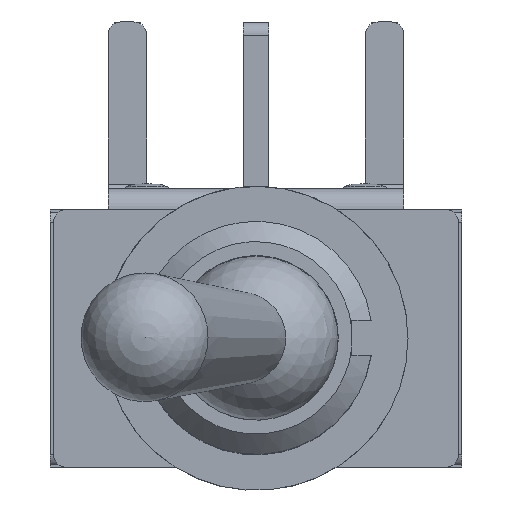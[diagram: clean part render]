
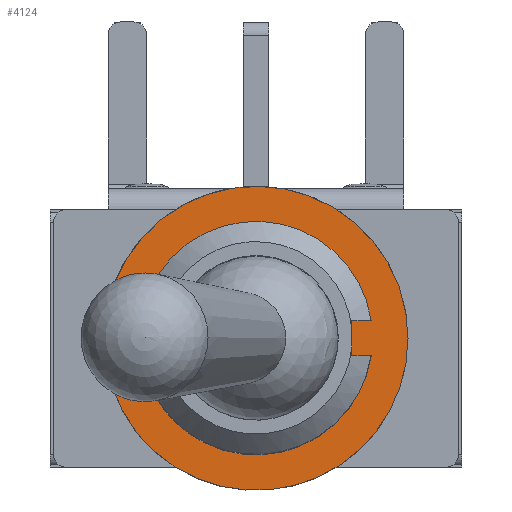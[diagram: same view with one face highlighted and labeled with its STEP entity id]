
A CAD part, top view. The second image highlights one B-rep face of the part: STEP entity #4124.
In plain terms, the highlighted planar face has unit normal (0, 0, 1).
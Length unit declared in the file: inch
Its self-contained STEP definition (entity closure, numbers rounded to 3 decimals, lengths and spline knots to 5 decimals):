
#4011=CARTESIAN_POINT('',(0.07454,-0.01378,0.3248));
#4012=VERTEX_POINT('',#4011);
#4019=CARTESIAN_POINT('',(0.07454,0.01378,0.3248));
#4020=VERTEX_POINT('',#4019);
#4021=CARTESIAN_POINT('',(0.07454,0.01378,0.3248));
#4022=DIRECTION('',(0.0,-1.0,0.0));
#4023=VECTOR('',#4022,0.02756);
#4024=LINE('',#4021,#4023);
#4025=EDGE_CURVE('',#4020,#4012,#4024,.T.);
#4043=CARTESIAN_POINT('',(0.0895,0.01378,0.3248));
#4044=VERTEX_POINT('',#4043);
#4045=CARTESIAN_POINT('',(0.0895,0.01378,0.3248));
#4046=DIRECTION('',(-1.0,0.0,0.0));
#4047=VECTOR('',#4046,0.01496);
#4048=LINE('',#4045,#4047);
#4049=EDGE_CURVE('',#4044,#4020,#4048,.T.);
#4066=CARTESIAN_POINT('',(0.0895,-0.01378,0.3248));
#4067=VERTEX_POINT('',#4066);
#4074=CARTESIAN_POINT('',(0.07454,-0.01378,0.3248));
#4075=DIRECTION('',(1.0,0.0,0.0));
#4076=VECTOR('',#4075,0.01496);
#4077=LINE('',#4074,#4076);
#4078=EDGE_CURVE('',#4012,#4067,#4077,.T.);
#4091=CARTESIAN_POINT('',(0.,0.,0.3248));
#4092=DIRECTION('',(0.0,0.0,-1.0));
#4093=DIRECTION('',(-0.988,-0.152,0.0));
#4094=AXIS2_PLACEMENT_3D('',#4091,#4092,#4093);
#4095=CIRCLE('',#4094,0.09055);
#4096=EDGE_CURVE('',#4067,#4044,#4095,.T.);
#4102=CARTESIAN_POINT('',(0.12992,-0.12992,0.3248));
#4103=DIRECTION('',(0.0,0.0,-1.0));
#4104=DIRECTION('',(-1.0,0.0,0.0));
#4105=AXIS2_PLACEMENT_3D('',#4102,#4103,#4104);
#4106=PLANE('',#4105);
#4107=CARTESIAN_POINT('',(0.11811,0.,0.3248));
#4108=VERTEX_POINT('',#4107);
#4109=CARTESIAN_POINT('',(0.,0.,0.3248));
#4110=DIRECTION('',(0.0,0.0,-1.0));
#4111=DIRECTION('',(-1.0,0.0,0.0));
#4112=AXIS2_PLACEMENT_3D('',#4109,#4110,#4111);
#4113=CIRCLE('',#4112,0.11811);
#4114=EDGE_CURVE('',#4108,#4108,#4113,.T.);
#4115=ORIENTED_EDGE('',*,*,#4114,.F.);
#4116=EDGE_LOOP('',(#4115));
#4117=FACE_OUTER_BOUND('',#4116,.T.);
#4118=ORIENTED_EDGE('',*,*,#4049,.T.);
#4119=ORIENTED_EDGE('',*,*,#4025,.T.);
#4120=ORIENTED_EDGE('',*,*,#4078,.T.);
#4121=ORIENTED_EDGE('',*,*,#4096,.T.);
#4122=EDGE_LOOP('',(#4118,#4119,#4120,#4121));
#4123=FACE_BOUND('',#4122,.T.);
#4124=ADVANCED_FACE('',(#4117,#4123),#4106,.F.);
